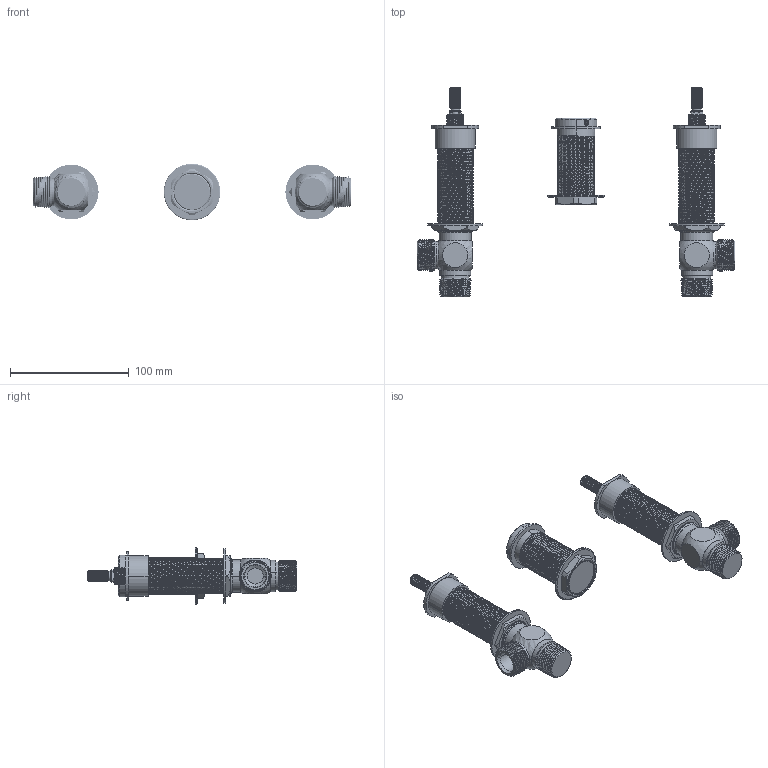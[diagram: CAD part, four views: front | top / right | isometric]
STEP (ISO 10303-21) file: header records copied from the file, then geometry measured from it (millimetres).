
FILE_DESCRIPTION((''),'2;1');
FILE_NAME('1-697','2021-04-19T10:07:14',('rsmith'),(''),'CREO PARAMETRIC BY PTC INC, 2018400','CREO PARAMETRIC BY PTC INC, 2018400','');
FILE_SCHEMA(('AUTOMOTIVE_DESIGN { 1 0 10303 214 1 1 1 1 }'));
Products named in the file (1): 1-697
Bounding box: 267.2 x 176.3 x 47.62 mm (x, y, z)
Volume: 269639.5 mm3; surface area: 79301 mm2
Topology: 4 solids, 4 shells, 1296 faces, 3544 edges, 2281 vertices
Faces by surface type: cylinder 553, bspline 288, plane 259, cone 174, torus 18, sphere 4
Entity records: 315052 total; most frequent: CARTESIAN_POINT 263168, ORIENTED_EDGE 7076, PRESENTATION_STYLE_ASSIGNMENT 4818, DIRECTION 4565, STYLED_ITEM 3547, CURVE_STYLE 3538, EDGE_CURVE 3538, VERTEX_POINT 2281
